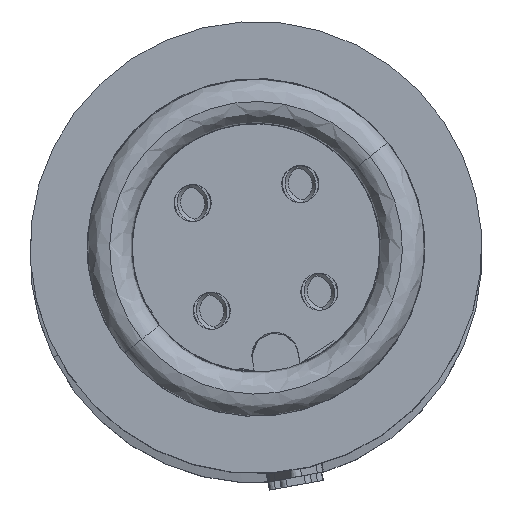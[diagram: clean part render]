
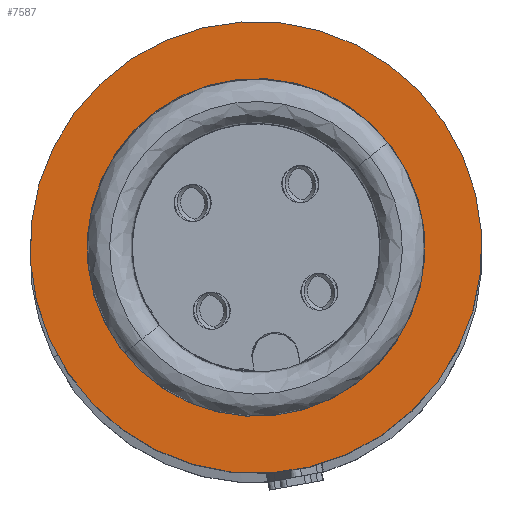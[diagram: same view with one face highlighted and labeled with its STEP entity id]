
A CAD part, top view. The second image highlights one B-rep face of the part: STEP entity #7587.
In plain terms, the highlighted planar face has unit normal (0, 0, 1).
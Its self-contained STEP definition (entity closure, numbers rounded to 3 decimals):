
#7549=AXIS2_PLACEMENT_3D('Plane Axis2P3D',#7546,#7547,#7548) ;
#7553=AXIS2_PLACEMENT_3D('Circle Axis2P3D',#7551,#7552,$) ;
#7562=AXIS2_PLACEMENT_3D('Circle Axis2P3D',#7560,#7561,$) ;
#7571=AXIS2_PLACEMENT_3D('Circle Axis2P3D',#7569,#7570,$) ;
#7580=AXIS2_PLACEMENT_3D('Circle Axis2P3D',#7578,#7579,$) ;
#7546=CARTESIAN_POINT('Axis2P3D Location',(1.319,11.726,189.5)) ;
#7551=CARTESIAN_POINT('Axis2P3D Location',(7.3,7.541,189.5)) ;
#7555=CARTESIAN_POINT('Vertex',(0.044,8.346,189.5)) ;
#7557=CARTESIAN_POINT('Vertex',(14.556,6.736,189.5)) ;
#7560=CARTESIAN_POINT('Axis2P3D Location',(7.3,7.541,189.5)) ;
#7569=CARTESIAN_POINT('Axis2P3D Location',(7.3,7.541,189.5)) ;
#7573=CARTESIAN_POINT('Vertex',(4.874,12.433,189.5)) ;
#7575=CARTESIAN_POINT('Vertex',(9.726,2.649,189.5)) ;
#7578=CARTESIAN_POINT('Axis2P3D Location',(7.3,7.541,189.5)) ;
#7547=DIRECTION('Axis2P3D Direction',(0.,0.,1.)) ;
#7548=DIRECTION('Axis2P3D XDirection',(0.819,-0.573,0.)) ;
#7552=DIRECTION('Axis2P3D Direction',(0.,0.,1.)) ;
#7561=DIRECTION('Axis2P3D Direction',(0.,0.,1.)) ;
#7570=DIRECTION('Axis2P3D Direction',(0.,0.,1.)) ;
#7579=DIRECTION('Axis2P3D Direction',(0.,0.,1.)) ;
#7566=ORIENTED_EDGE('',*,*,#7559,.T.) ;
#7567=ORIENTED_EDGE('',*,*,#7564,.T.) ;
#7584=ORIENTED_EDGE('',*,*,#7577,.F.) ;
#7585=ORIENTED_EDGE('',*,*,#7582,.F.) ;
#7586=FACE_BOUND('',#7583,.T.) ;
#7587=ADVANCED_FACE('Hauptk\X2\00F6\X0\rper',(#7568,#7586),#7550,.T.) ;
#7554=CIRCLE('generated circle',#7553,7.3) ;
#7563=CIRCLE('generated circle',#7562,7.3) ;
#7572=CIRCLE('generated circle',#7571,5.46) ;
#7581=CIRCLE('generated circle',#7580,5.46) ;
#7559=EDGE_CURVE('',#7556,#7558,#7554,.T.) ;
#7564=EDGE_CURVE('',#7558,#7556,#7563,.T.) ;
#7577=EDGE_CURVE('',#7574,#7576,#7572,.T.) ;
#7582=EDGE_CURVE('',#7576,#7574,#7581,.T.) ;
#7565=EDGE_LOOP('',(#7566,#7567)) ;
#7583=EDGE_LOOP('',(#7584,#7585)) ;
#7568=FACE_OUTER_BOUND('',#7565,.T.) ;
#7550=PLANE('',#7549) ;
#7556=VERTEX_POINT('',#7555) ;
#7558=VERTEX_POINT('',#7557) ;
#7574=VERTEX_POINT('',#7573) ;
#7576=VERTEX_POINT('',#7575) ;
